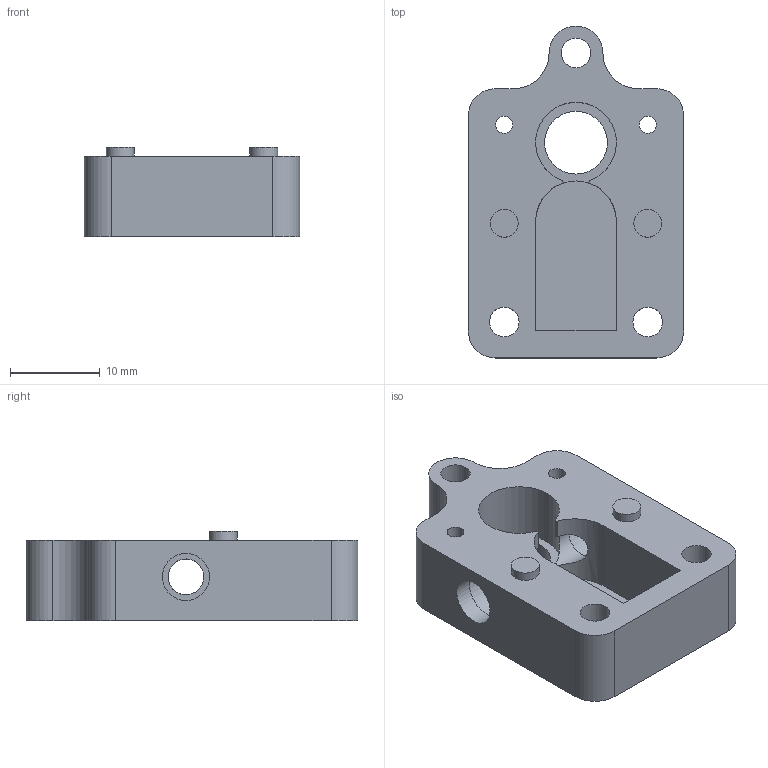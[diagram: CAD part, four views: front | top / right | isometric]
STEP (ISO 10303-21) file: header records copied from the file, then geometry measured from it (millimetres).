
FILE_DESCRIPTION(/* description */ ('STEP AP242','CAx-IF Rec.Pracs.---Representation and Presentation of Product Manufacturing Information (PMI)---4.0---2014-10-13','CAx-IF Rec.Pracs.---3D Tessellated Geometry---0.4---2014-09-14','2;1'),/* implementation_level */ '2;1');
FILE_NAME(/* name */ '622f6b9715305e424de2a590',/* time_stamp */ '2022-03-14T16:21:44+00:00',/* author */ (''),/* organization */ (''),/* preprocessor_version */ 'ST-DEVELOPER v18.101',/* originating_system */ ' ',/* authorisation */ ' ');
FILE_SCHEMA (('AP242_MANAGED_MODEL_BASED_3D_ENGINEERING_MIM_LF { 1 0 10303 442 1 1 4 }'));
Length unit declared in the file: metre
Products named in the file (1): BaseV1.1
Bounding box: 24 x 37 x 10 mm (x, y, z)
Volume: 4368.2 mm3; surface area: 3687.9 mm2
Topology: 1 solids, 1 shells, 47 faces, 117 edges, 78 vertices
Faces by surface type: cylinder 24, plane 23
Full cylindrical faces by diameter (mm): 1.9 x2, 3.1 x2, 3.3 x3, 4 x2, 5.25 x2, 6.6 x2, 7 x2
Entity records: 1416 total; most frequent: CARTESIAN_POINT 264, DIRECTION 244, ORIENTED_EDGE 200, EDGE_CURVE 100, AXIS2_PLACEMENT_3D 100, EDGE_LOOP 84, FACE_BOUND 84, VERTEX_POINT 76
